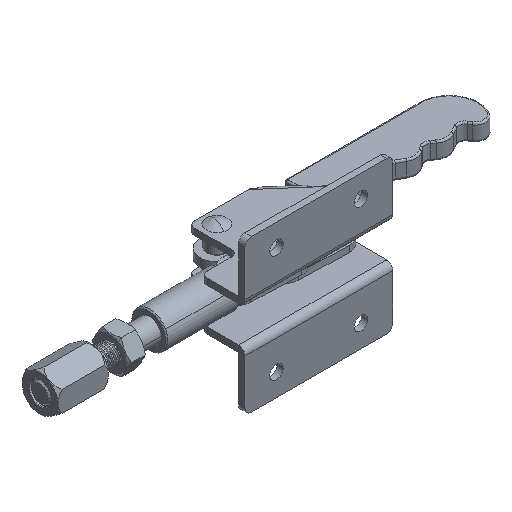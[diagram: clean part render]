
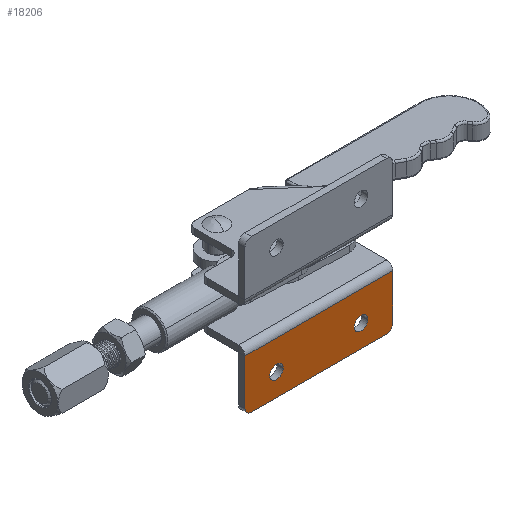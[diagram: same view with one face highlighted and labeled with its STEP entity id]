
A CAD part, isometric view. The second image highlights one B-rep face of the part: STEP entity #18206.
In plain terms, the highlighted planar face has unit normal (0, -1, 0).
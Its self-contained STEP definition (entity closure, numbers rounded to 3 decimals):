
#587 = VERTEX_POINT ( 'NONE', #36693 ) ;
#1026 = CARTESIAN_POINT ( 'NONE',  ( -1343.684, -535.842, -24.499 ) ) ;
#1046 = ORIENTED_EDGE ( 'NONE', *, *, #3999, .F. ) ;
#2693 = EDGE_CURVE ( 'NONE', #16591, #9826, #9290, .T. ) ;
#3002 = VERTEX_POINT ( 'NONE', #17724 ) ;
#3331 = EDGE_LOOP ( 'NONE', ( #1046, #14525 ) ) ;
#3848 = ORIENTED_EDGE ( 'NONE', *, *, #23055, .F. ) ;
#3880 = CIRCLE ( 'NONE', #4776, 3.2 ) ;
#3999 = EDGE_CURVE ( 'NONE', #6438, #587, #6519, .T. ) ;
#4740 = CARTESIAN_POINT ( 'NONE',  ( -1340.684, -535.842, -27.499 ) ) ;
#4776 = AXIS2_PLACEMENT_3D ( 'NONE', #29122, #9442, #32391 ) ;
#4968 = DIRECTION ( 'NONE',  ( 0., -1., 0. ) ) ;
#5482 = DIRECTION ( 'NONE',  ( 0., -1., 0. ) ) ;
#5948 = AXIS2_PLACEMENT_3D ( 'NONE', #25128, #5482, #28423 ) ;
#6379 = CARTESIAN_POINT ( 'NONE',  ( -1328.684, -535.842, -16.999 ) ) ;
#6438 = VERTEX_POINT ( 'NONE', #31969 ) ;
#6447 = EDGE_CURVE ( 'NONE', #587, #6438, #3880, .T. ) ;
#6519 = CIRCLE ( 'NONE', #32501, 3.2 ) ;
#6976 = FACE_BOUND ( 'NONE', #40680, .T. ) ;
#7474 = DIRECTION ( 'NONE',  ( 0., 0., 1. ) ) ;
#7594 = DIRECTION ( 'NONE',  ( 0., 0., -1. ) ) ;
#7727 = VERTEX_POINT ( 'NONE', #38236 ) ;
#8243 = VECTOR ( 'NONE', #25763, 1000. ) ;
#9290 = LINE ( 'NONE', #42161, #8243 ) ;
#9442 = DIRECTION ( 'NONE',  ( 0., -1., 0. ) ) ;
#9671 = DIRECTION ( 'NONE',  ( 1., 0., 0. ) ) ;
#9826 = VERTEX_POINT ( 'NONE', #24080 ) ;
#9840 = ORIENTED_EDGE ( 'NONE', *, *, #18101, .F. ) ;
#9861 = ORIENTED_EDGE ( 'NONE', *, *, #2693, .T. ) ;
#9896 = PLANE ( 'NONE',  #30105 ) ;
#11112 = CIRCLE ( 'NONE', #25258, 3. ) ;
#12128 = CIRCLE ( 'NONE', #5948, 3.2 ) ;
#13187 = CARTESIAN_POINT ( 'NONE',  ( -1340.684, -535.842, -24.499 ) ) ;
#13454 = AXIS2_PLACEMENT_3D ( 'NONE', #35635, #15990, #38970 ) ;
#14115 = CARTESIAN_POINT ( 'NONE',  ( -1276.684, -535.842, -24.499 ) ) ;
#14525 = ORIENTED_EDGE ( 'NONE', *, *, #6447, .F. ) ;
#15749 = FACE_BOUND ( 'NONE', #3331, .T. ) ;
#15990 = DIRECTION ( 'NONE',  ( 0., -1., 0. ) ) ;
#16524 = DIRECTION ( 'NONE',  ( 0., -1., 0. ) ) ;
#16591 = VERTEX_POINT ( 'NONE', #20243 ) ;
#17307 = VECTOR ( 'NONE', #7594, 1000. ) ;
#17451 = DIRECTION ( 'NONE',  ( 1., 0., 0. ) ) ;
#17724 = CARTESIAN_POINT ( 'NONE',  ( -1273.684, -535.842, -24.499 ) ) ;
#18101 = EDGE_CURVE ( 'NONE', #22501, #41340, #12128, .T. ) ;
#18206 = ADVANCED_FACE ( 'NONE', ( #15749, #6976, #24432 ), #9896, .T. ) ;
#18519 = VECTOR ( 'NONE', #37792, 1000. ) ;
#20047 = CARTESIAN_POINT ( 'NONE',  ( -1340.684, -535.842, -27.499 ) ) ;
#20243 = CARTESIAN_POINT ( 'NONE',  ( -1273.684, -535.842, -3.01 ) ) ;
#20255 = CARTESIAN_POINT ( 'NONE',  ( -1343.684, -535.842, -24.499 ) ) ;
#20682 = VERTEX_POINT ( 'NONE', #20047 ) ;
#20770 = ORIENTED_EDGE ( 'NONE', *, *, #37328, .T. ) ;
#21641 = CARTESIAN_POINT ( 'NONE',  ( -1285.484, -535.842, -16.999 ) ) ;
#22501 = VERTEX_POINT ( 'NONE', #21641 ) ;
#22618 = LINE ( 'NONE', #4740, #18519 ) ;
#23055 = EDGE_CURVE ( 'NONE', #41340, #22501, #36323, .T. ) ;
#24080 = CARTESIAN_POINT ( 'NONE',  ( -1343.684, -535.842, -3.01 ) ) ;
#24432 = FACE_OUTER_BOUND ( 'NONE', #30947, .T. ) ;
#24620 = CARTESIAN_POINT ( 'NONE',  ( -1340.684, -535.842, -24.499 ) ) ;
#24721 = ORIENTED_EDGE ( 'NONE', *, *, #40834, .T. ) ;
#25000 = LINE ( 'NONE', #1026, #17307 ) ;
#25128 = CARTESIAN_POINT ( 'NONE',  ( -1288.684, -535.842, -16.999 ) ) ;
#25217 = ORIENTED_EDGE ( 'NONE', *, *, #40249, .T. ) ;
#25258 = AXIS2_PLACEMENT_3D ( 'NONE', #14115, #37093, #17451 ) ;
#25763 = DIRECTION ( 'NONE',  ( -1., 0., 0. ) ) ;
#27933 = DIRECTION ( 'NONE',  ( 1., 0., 0. ) ) ;
#28423 = DIRECTION ( 'NONE',  ( 1., 0., 0. ) ) ;
#28850 = LINE ( 'NONE', #40254, #42227 ) ;
#29122 = CARTESIAN_POINT ( 'NONE',  ( -1328.684, -535.842, -16.999 ) ) ;
#29337 = DIRECTION ( 'NONE',  ( 0., -1., 0. ) ) ;
#29475 = AXIS2_PLACEMENT_3D ( 'NONE', #24620, #4968, #27933 ) ;
#30105 = AXIS2_PLACEMENT_3D ( 'NONE', #13187, #16524, #39511 ) ;
#30947 = EDGE_LOOP ( 'NONE', ( #32235, #9861, #24721, #34461, #20770, #25217 ) ) ;
#31881 = EDGE_CURVE ( 'NONE', #41478, #20682, #42158, .T. ) ;
#31969 = CARTESIAN_POINT ( 'NONE',  ( -1325.484, -535.842, -16.999 ) ) ;
#32235 = ORIENTED_EDGE ( 'NONE', *, *, #34172, .T. ) ;
#32391 = DIRECTION ( 'NONE',  ( 1., 0., 0. ) ) ;
#32501 = AXIS2_PLACEMENT_3D ( 'NONE', #6379, #29337, #9671 ) ;
#34172 = EDGE_CURVE ( 'NONE', #3002, #16591, #28850, .T. ) ;
#34461 = ORIENTED_EDGE ( 'NONE', *, *, #31881, .T. ) ;
#35635 = CARTESIAN_POINT ( 'NONE',  ( -1288.684, -535.842, -16.999 ) ) ;
#35743 = CARTESIAN_POINT ( 'NONE',  ( -1291.884, -535.842, -16.999 ) ) ;
#36323 = CIRCLE ( 'NONE', #13454, 3.2 ) ;
#36693 = CARTESIAN_POINT ( 'NONE',  ( -1331.884, -535.842, -16.999 ) ) ;
#37093 = DIRECTION ( 'NONE',  ( 0., -1., 0. ) ) ;
#37328 = EDGE_CURVE ( 'NONE', #20682, #7727, #22618, .T. ) ;
#37792 = DIRECTION ( 'NONE',  ( 1., 0., 0. ) ) ;
#38236 = CARTESIAN_POINT ( 'NONE',  ( -1276.684, -535.842, -27.499 ) ) ;
#38970 = DIRECTION ( 'NONE',  ( 1., 0., 0. ) ) ;
#39511 = DIRECTION ( 'NONE',  ( 1., 0., 0. ) ) ;
#40249 = EDGE_CURVE ( 'NONE', #7727, #3002, #11112, .T. ) ;
#40254 = CARTESIAN_POINT ( 'NONE',  ( -1273.684, -535.842, -24.499 ) ) ;
#40680 = EDGE_LOOP ( 'NONE', ( #9840, #3848 ) ) ;
#40834 = EDGE_CURVE ( 'NONE', #9826, #41478, #25000, .T. ) ;
#41340 = VERTEX_POINT ( 'NONE', #35743 ) ;
#41478 = VERTEX_POINT ( 'NONE', #20255 ) ;
#42158 = CIRCLE ( 'NONE', #29475, 3. ) ;
#42161 = CARTESIAN_POINT ( 'NONE',  ( -1340.684, -535.842, -3.01 ) ) ;
#42227 = VECTOR ( 'NONE', #7474, 1000. ) ;
